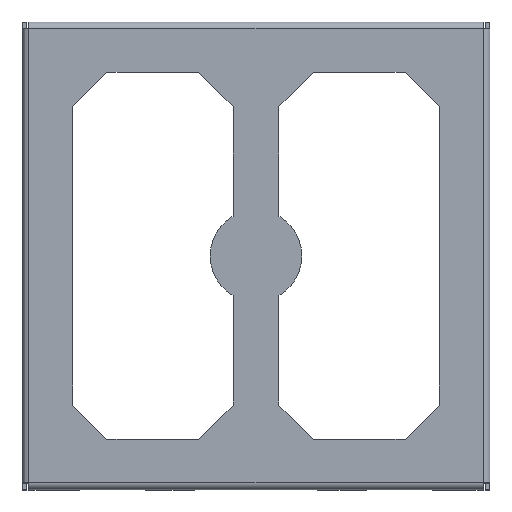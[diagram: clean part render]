
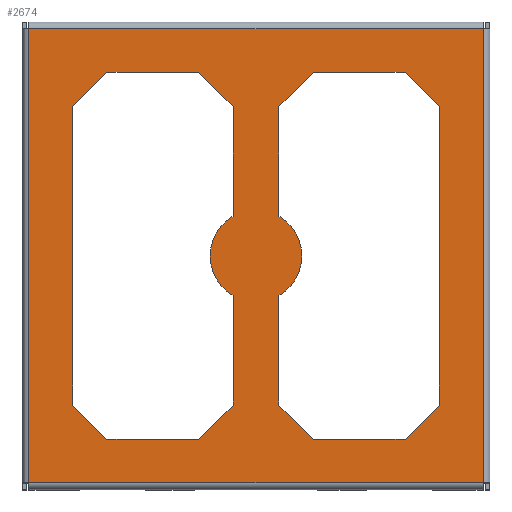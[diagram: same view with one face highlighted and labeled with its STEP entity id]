
A CAD part, top view. The second image highlights one B-rep face of the part: STEP entity #2674.
In plain terms, the highlighted planar face has unit normal (0, 0, 1).
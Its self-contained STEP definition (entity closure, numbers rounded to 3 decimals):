
#152=CIRCLE('',#2960,2.);
#153=CIRCLE('',#2961,2.);
#787=ORIENTED_EDGE('',*,*,#1091,.F.);
#788=ORIENTED_EDGE('',*,*,#1110,.F.);
#789=ORIENTED_EDGE('',*,*,#1358,.F.);
#790=ORIENTED_EDGE('',*,*,#1359,.F.);
#791=ORIENTED_EDGE('',*,*,#1008,.F.);
#792=ORIENTED_EDGE('',*,*,#1120,.F.);
#793=ORIENTED_EDGE('',*,*,#1087,.F.);
#794=ORIENTED_EDGE('',*,*,#1124,.F.);
#795=ORIENTED_EDGE('',*,*,#1360,.F.);
#796=ORIENTED_EDGE('',*,*,#1106,.F.);
#797=ORIENTED_EDGE('',*,*,#1344,.T.);
#798=ORIENTED_EDGE('',*,*,#1326,.F.);
#799=ORIENTED_EDGE('',*,*,#1315,.F.);
#800=ORIENTED_EDGE('',*,*,#1361,.T.);
#801=ORIENTED_EDGE('',*,*,#1362,.F.);
#802=ORIENTED_EDGE('',*,*,#1111,.F.);
#803=ORIENTED_EDGE('',*,*,#1095,.F.);
#804=ORIENTED_EDGE('',*,*,#1115,.F.);
#805=ORIENTED_EDGE('',*,*,#1103,.F.);
#806=ORIENTED_EDGE('',*,*,#1117,.F.);
#807=ORIENTED_EDGE('',*,*,#1099,.F.);
#808=ORIENTED_EDGE('',*,*,#1119,.F.);
#809=ORIENTED_EDGE('',*,*,#1002,.F.);
#810=ORIENTED_EDGE('',*,*,#1363,.F.);
#1002=EDGE_CURVE('',#1386,#1387,#1642,.T.);
#1008=EDGE_CURVE('',#1392,#1393,#1648,.T.);
#1087=EDGE_CURVE('',#1470,#1471,#1711,.T.);
#1091=EDGE_CURVE('',#1474,#1475,#1715,.T.);
#1095=EDGE_CURVE('',#1478,#1479,#1719,.T.);
#1099=EDGE_CURVE('',#1482,#1483,#1723,.T.);
#1103=EDGE_CURVE('',#1486,#1487,#1727,.T.);
#1106=EDGE_CURVE('',#1475,#1489,#1730,.T.);
#1110=EDGE_CURVE('',#1491,#1474,#1734,.T.);
#1111=EDGE_CURVE('',#1479,#1492,#1735,.T.);
#1115=EDGE_CURVE('',#1487,#1478,#1739,.T.);
#1117=EDGE_CURVE('',#1483,#1486,#1741,.T.);
#1119=EDGE_CURVE('',#1387,#1482,#1743,.T.);
#1120=EDGE_CURVE('',#1471,#1392,#1744,.T.);
#1124=EDGE_CURVE('',#1495,#1470,#1748,.T.);
#1315=EDGE_CURVE('',#1622,#1437,#1848,.T.);
#1326=EDGE_CURVE('',#1437,#1603,#1854,.T.);
#1344=EDGE_CURVE('',#1433,#1603,#1862,.T.);
#1358=EDGE_CURVE('',#1638,#1491,#1870,.T.);
#1359=EDGE_CURVE('',#1393,#1638,#152,.T.);
#1360=EDGE_CURVE('',#1489,#1495,#1871,.T.);
#1361=EDGE_CURVE('',#1622,#1433,#1872,.T.);
#1362=EDGE_CURVE('',#1492,#1639,#1873,.T.);
#1363=EDGE_CURVE('',#1639,#1386,#153,.T.);
#1386=VERTEX_POINT('',#3821);
#1387=VERTEX_POINT('',#3822);
#1392=VERTEX_POINT('',#3833);
#1393=VERTEX_POINT('',#3835);
#1433=VERTEX_POINT('',#3928);
#1437=VERTEX_POINT('',#3937);
#1470=VERTEX_POINT('',#4013);
#1471=VERTEX_POINT('',#4015);
#1474=VERTEX_POINT('',#4022);
#1475=VERTEX_POINT('',#4024);
#1478=VERTEX_POINT('',#4031);
#1479=VERTEX_POINT('',#4033);
#1482=VERTEX_POINT('',#4040);
#1483=VERTEX_POINT('',#4042);
#1486=VERTEX_POINT('',#4049);
#1487=VERTEX_POINT('',#4051);
#1489=VERTEX_POINT('',#4057);
#1491=VERTEX_POINT('',#4063);
#1492=VERTEX_POINT('',#4067);
#1495=VERTEX_POINT('',#4087);
#1603=VERTEX_POINT('',#4381);
#1622=VERTEX_POINT('',#4451);
#1638=VERTEX_POINT('',#4537);
#1639=VERTEX_POINT('',#4542);
#1642=LINE('',#3820,#1886);
#1648=LINE('',#3834,#1892);
#1711=LINE('',#4014,#1955);
#1715=LINE('',#4023,#1959);
#1719=LINE('',#4032,#1963);
#1723=LINE('',#4041,#1967);
#1727=LINE('',#4050,#1971);
#1730=LINE('',#4056,#1974);
#1734=LINE('',#4064,#1978);
#1735=LINE('',#4066,#1979);
#1739=LINE('',#4073,#1983);
#1741=LINE('',#4076,#1985);
#1743=LINE('',#4079,#1987);
#1744=LINE('',#4081,#1988);
#1748=LINE('',#4088,#1992);
#1848=LINE('',#4457,#2092);
#1854=LINE('',#4480,#2098);
#1862=LINE('',#4510,#2106);
#1870=LINE('',#4536,#2114);
#1871=LINE('',#4539,#2115);
#1872=LINE('',#4540,#2116);
#1873=LINE('',#4541,#2117);
#1886=VECTOR('',#3010,1000.);
#1892=VECTOR('',#3018,1000.);
#1955=VECTOR('',#3159,1000.);
#1959=VECTOR('',#3165,1000.);
#1963=VECTOR('',#3171,1000.);
#1967=VECTOR('',#3177,1000.);
#1971=VECTOR('',#3183,1000.);
#1974=VECTOR('',#3188,1000.);
#1978=VECTOR('',#3194,1000.);
#1979=VECTOR('',#3197,1000.);
#1983=VECTOR('',#3203,1000.);
#1985=VECTOR('',#3207,1000.);
#1987=VECTOR('',#3211,1000.);
#1988=VECTOR('',#3214,1000.);
#1992=VECTOR('',#3220,1000.);
#2092=VECTOR('',#3602,1000.);
#2098=VECTOR('',#3632,1000.);
#2106=VECTOR('',#3674,1000.);
#2114=VECTOR('',#3710,1000.);
#2115=VECTOR('',#3713,1000.);
#2116=VECTOR('',#3714,1000.);
#2117=VECTOR('',#3715,1000.);
#2265=EDGE_LOOP('',(#787,#788,#789,#790,#791,#792,#793,#794,#795,#796));
#2266=EDGE_LOOP('',(#797,#798,#799,#800));
#2267=EDGE_LOOP('',(#801,#802,#803,#804,#805,#806,#807,#808,#809,#810));
#2447=FACE_BOUND('',#2265,.T.);
#2448=FACE_BOUND('',#2266,.T.);
#2449=FACE_BOUND('',#2267,.T.);
#2553=PLANE('',#2959);
#2674=ADVANCED_FACE('',(#2447,#2448,#2449),#2553,.F.);
#2959=AXIS2_PLACEMENT_3D('',#4535,#3708,#3709);
#2960=AXIS2_PLACEMENT_3D('',#4538,#3711,#3712);
#2961=AXIS2_PLACEMENT_3D('',#4543,#3716,#3717);
#3010=DIRECTION('',(0.,-1.,0.));
#3018=DIRECTION('',(0.,1.,0.));
#3159=DIRECTION('',(1.,0.,0.));
#3165=DIRECTION('',(-1.,0.,0.));
#3171=DIRECTION('',(-1.,0.,0.));
#3177=DIRECTION('',(1.,0.,0.));
#3183=DIRECTION('',(0.,1.,0.));
#3188=DIRECTION('',(-0.707,-0.707,0.));
#3194=DIRECTION('',(-0.707,0.707,0.));
#3197=DIRECTION('',(-0.707,-0.707,0.));
#3203=DIRECTION('',(-0.707,0.707,0.));
#3207=DIRECTION('',(0.707,0.707,0.));
#3211=DIRECTION('',(0.707,-0.707,0.));
#3214=DIRECTION('',(0.707,0.707,0.));
#3220=DIRECTION('',(0.707,-0.707,0.));
#3602=DIRECTION('',(1.,0.,0.));
#3632=DIRECTION('',(0.,-1.,0.));
#3674=DIRECTION('',(1.,0.,0.));
#3708=DIRECTION('',(0.,0.,-1.));
#3709=DIRECTION('',(0.,-1.,0.));
#3710=DIRECTION('',(0.,1.,0.));
#3711=DIRECTION('',(0.,0.,-1.));
#3712=DIRECTION('',(0.,1.,0.));
#3713=DIRECTION('',(0.,-1.,0.));
#3714=DIRECTION('',(0.,-1.,0.));
#3715=DIRECTION('',(0.,-1.,0.));
#3716=DIRECTION('',(0.,0.,-1.));
#3717=DIRECTION('',(0.,1.,0.));
#3820=CARTESIAN_POINT('',(1.,-8.5,0.2));
#3821=CARTESIAN_POINT('',(1.,-1.732,0.2));
#3822=CARTESIAN_POINT('',(1.,-6.5,0.2));
#3833=CARTESIAN_POINT('',(-1.,-6.5,0.2));
#3834=CARTESIAN_POINT('',(-1.,-8.5,0.2));
#3835=CARTESIAN_POINT('',(-1.,-1.732,0.2));
#3928=CARTESIAN_POINT('',(-9.9,-9.9,0.2));
#3937=CARTESIAN_POINT('',(9.9,9.9,0.2));
#4013=CARTESIAN_POINT('',(-6.5,-8.,0.2));
#4014=CARTESIAN_POINT('',(-8.,-8.,0.2));
#4015=CARTESIAN_POINT('',(-2.5,-8.,0.2));
#4022=CARTESIAN_POINT('',(-2.5,8.,0.2));
#4023=CARTESIAN_POINT('',(8.,8.,0.2));
#4024=CARTESIAN_POINT('',(-6.5,8.,0.2));
#4031=CARTESIAN_POINT('',(6.5,8.,0.2));
#4032=CARTESIAN_POINT('',(8.,8.,0.2));
#4033=CARTESIAN_POINT('',(2.5,8.,0.2));
#4040=CARTESIAN_POINT('',(2.5,-8.,0.2));
#4041=CARTESIAN_POINT('',(-8.,-8.,0.2));
#4042=CARTESIAN_POINT('',(6.5,-8.,0.2));
#4049=CARTESIAN_POINT('',(8.,-6.5,0.2));
#4050=CARTESIAN_POINT('',(8.,-8.,0.2));
#4051=CARTESIAN_POINT('',(8.,6.5,0.2));
#4056=CARTESIAN_POINT('',(-7.25,7.25,0.2));
#4057=CARTESIAN_POINT('',(-8.,6.5,0.2));
#4063=CARTESIAN_POINT('',(-1.,6.5,0.2));
#4064=CARTESIAN_POINT('',(-7.15,12.65,0.2));
#4066=CARTESIAN_POINT('',(-2.75,2.75,0.2));
#4067=CARTESIAN_POINT('',(1.,6.5,0.2));
#4073=CARTESIAN_POINT('',(-2.65,17.15,0.2));
#4076=CARTESIAN_POINT('',(7.25,-7.25,0.2));
#4079=CARTESIAN_POINT('',(-12.65,7.15,0.2));
#4081=CARTESIAN_POINT('',(2.75,-2.75,0.2));
#4087=CARTESIAN_POINT('',(-8.,-6.5,0.2));
#4088=CARTESIAN_POINT('',(-17.15,2.65,0.2));
#4381=CARTESIAN_POINT('',(9.9,-9.9,0.2));
#4451=CARTESIAN_POINT('',(-9.9,9.9,0.2));
#4457=CARTESIAN_POINT('',(-9.9,9.9,0.2));
#4480=CARTESIAN_POINT('',(9.9,9.9,0.2));
#4510=CARTESIAN_POINT('',(-9.9,-9.9,0.2));
#4535=CARTESIAN_POINT('',(-9.9,9.9,0.2));
#4536=CARTESIAN_POINT('',(-1.,1.732,0.2));
#4537=CARTESIAN_POINT('',(-1.,1.732,0.2));
#4538=CARTESIAN_POINT('',(0.,0.,0.2));
#4539=CARTESIAN_POINT('',(-8.,8.,0.2));
#4540=CARTESIAN_POINT('',(-9.9,9.9,0.2));
#4541=CARTESIAN_POINT('',(1.,1.732,0.2));
#4542=CARTESIAN_POINT('',(1.,1.732,0.2));
#4543=CARTESIAN_POINT('',(0.,0.,0.2));
